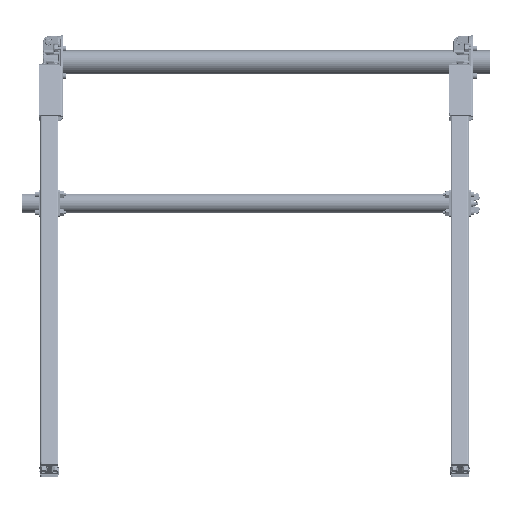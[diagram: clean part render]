
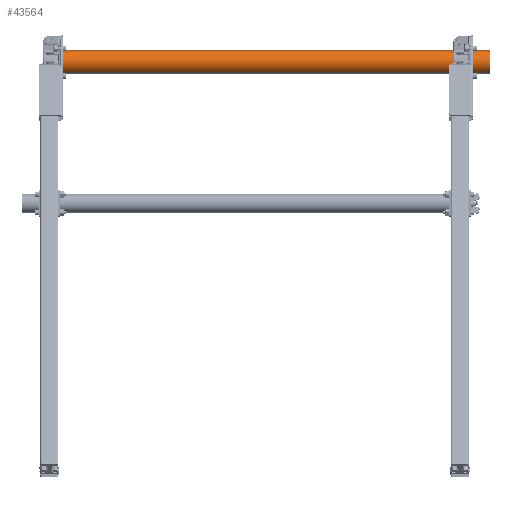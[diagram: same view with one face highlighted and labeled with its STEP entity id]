
A CAD part, top view. The second image highlights one B-rep face of the part: STEP entity #43564.
In plain terms, the highlighted cylindrical face has radius 16.675 mm (diameter 33.35 mm), a partial arc.
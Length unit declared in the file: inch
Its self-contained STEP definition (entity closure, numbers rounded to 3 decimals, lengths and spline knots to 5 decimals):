
#895 = EDGE_CURVE ( 'NONE', #22922, #10631, #44177, .T. ) ;
#1997 = CARTESIAN_POINT ( 'NONE',  ( 0., 0., 0.6565 ) ) ;
#3883 = CARTESIAN_POINT ( 'NONE',  ( 24.5, 0., 0.6565 ) ) ;
#4738 = CARTESIAN_POINT ( 'NONE',  ( 24.5, 0., -0.6565 ) ) ;
#5762 = EDGE_CURVE ( 'NONE', #25278, #22922, #18535, .T. ) ;
#7032 = AXIS2_PLACEMENT_3D ( 'NONE', #33726, #41110, #21595 ) ;
#7725 = ORIENTED_EDGE ( 'NONE', *, *, #895, .T. ) ;
#8351 = AXIS2_PLACEMENT_3D ( 'NONE', #18232, #38637, #21809 ) ;
#8847 = CIRCLE ( 'NONE', #38218, 0.6565 ) ;
#10631 = VERTEX_POINT ( 'NONE', #1997 ) ;
#11593 = CARTESIAN_POINT ( 'NONE',  ( 24.5, 0., -0.6565 ) ) ;
#12286 = ORIENTED_EDGE ( 'NONE', *, *, #40788, .F. ) ;
#12549 = VECTOR ( 'NONE', #21657, 39.37008 ) ;
#14968 = EDGE_LOOP ( 'NONE', ( #30893, #28815, #7725, #12286 ) ) ;
#15919 = DIRECTION ( 'NONE',  ( 0., 0., -1. ) ) ;
#17003 = VERTEX_POINT ( 'NONE', #18156 ) ;
#17222 = EDGE_CURVE ( 'NONE', #25278, #17003, #8847, .T. ) ;
#18156 = CARTESIAN_POINT ( 'NONE',  ( 24.5, 0., 0.6565 ) ) ;
#18232 = CARTESIAN_POINT ( 'NONE',  ( 0., 0., 0. ) ) ;
#18535 = LINE ( 'NONE', #11593, #12549 ) ;
#21595 = DIRECTION ( 'NONE',  ( 0., 0., 1. ) ) ;
#21657 = DIRECTION ( 'NONE',  ( -1., 0., 0. ) ) ;
#21809 = DIRECTION ( 'NONE',  ( 0., 0., -1. ) ) ;
#22662 = DIRECTION ( 'NONE',  ( 1., 0., 0. ) ) ;
#22922 = VERTEX_POINT ( 'NONE', #26753 ) ;
#25278 = VERTEX_POINT ( 'NONE', #4738 ) ;
#26263 = CARTESIAN_POINT ( 'NONE',  ( 24.5, 0., 0. ) ) ;
#26753 = CARTESIAN_POINT ( 'NONE',  ( 0., 0., -0.6565 ) ) ;
#27280 = CYLINDRICAL_SURFACE ( 'NONE', #7032, 0.6565 ) ;
#28815 = ORIENTED_EDGE ( 'NONE', *, *, #5762, .T. ) ;
#30366 = FACE_OUTER_BOUND ( 'NONE', #14968, .T. ) ;
#30893 = ORIENTED_EDGE ( 'NONE', *, *, #17222, .F. ) ;
#32716 = VECTOR ( 'NONE', #37921, 39.37008 ) ;
#33726 = CARTESIAN_POINT ( 'NONE',  ( 24.5, 0., 0. ) ) ;
#37921 = DIRECTION ( 'NONE',  ( -1., 0., 0. ) ) ;
#38218 = AXIS2_PLACEMENT_3D ( 'NONE', #26263, #22662, #15919 ) ;
#38637 = DIRECTION ( 'NONE',  ( 1., 0., 0. ) ) ;
#39360 = LINE ( 'NONE', #3883, #32716 ) ;
#40788 = EDGE_CURVE ( 'NONE', #17003, #10631, #39360, .T. ) ;
#41110 = DIRECTION ( 'NONE',  ( -1., 0., 0. ) ) ;
#43564 = ADVANCED_FACE ( 'NONE', ( #30366 ), #27280, .T. ) ;
#44177 = CIRCLE ( 'NONE', #8351, 0.6565 ) ;
